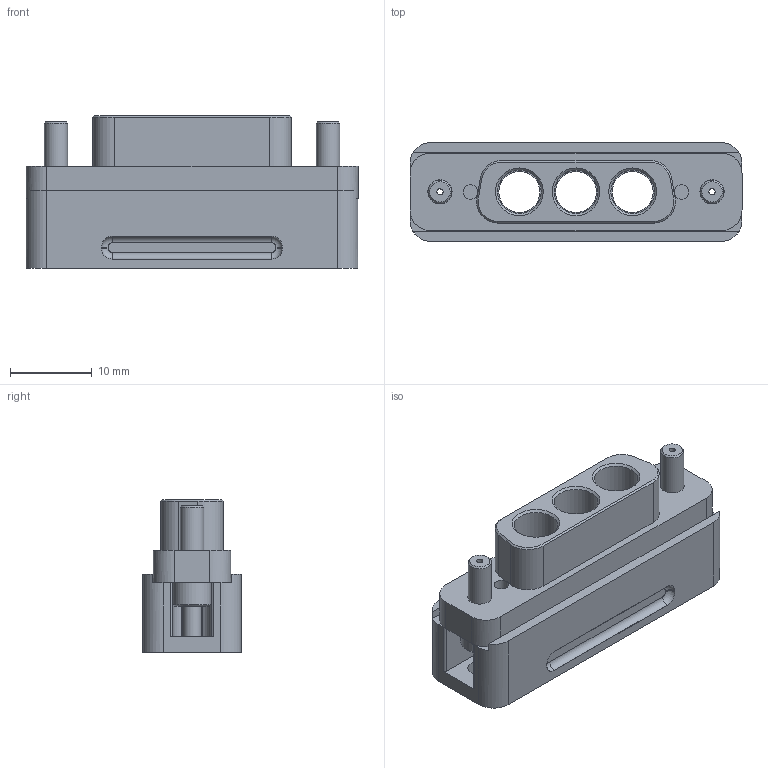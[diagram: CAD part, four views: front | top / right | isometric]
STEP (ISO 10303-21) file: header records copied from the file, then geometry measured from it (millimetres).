
FILE_DESCRIPTION(/* description */ ('Alibre Inc.'),/* implementation_level */ '2;1');
FILE_NAME(/* name */ 'export0',/* time_stamp */ '2014-01-28T16:41:19-08:00',/* author */ (''),/* organization */ (''),/* preprocessor_version */ 'ST-DEVELOPER v14',/* originating_system */ 'Alibre',/* authorisation */ '');
FILE_SCHEMA (('CONFIG_CONTROL_DESIGN'));
Length unit declared in the file: centimetre
Products named in the file (1): ID_1
Bounding box: 40.51 x 12.06 x 18.67 mm (x, y, z)
Volume: 4991.9 mm3; surface area: 4458.5 mm2
Topology: 1 solids, 1 shells, 189 faces, 447 edges, 282 vertices
Faces by surface type: plane 96, cylinder 68, cone 17, torus 8
Full cylindrical faces by diameter (mm): 0.762 x2, 1.778 x2, 2.286 x2, 2.845 x2, 2.946 x4, 4.648 x2, 5.004 x3, 5.309 x3, 5.944 x3, 6.147 x3
Entity records: 5155 total; most frequent: CARTESIAN_POINT 894, DIRECTION 826, ORIENTED_EDGE 810, EDGE_CURVE 405, AXIS2_PLACEMENT_3D 357, VERTEX_POINT 275, EDGE_LOOP 260, FACE_BOUND 260
